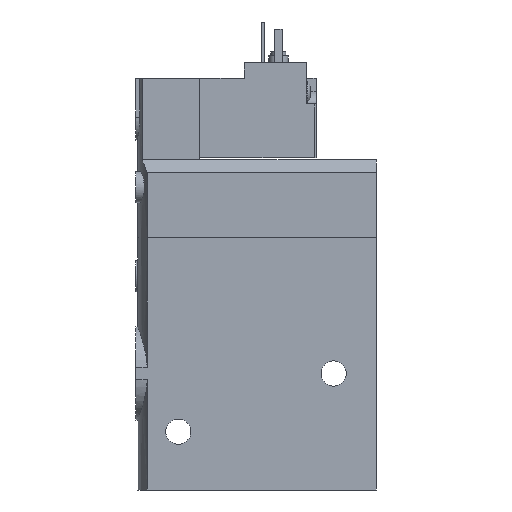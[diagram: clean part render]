
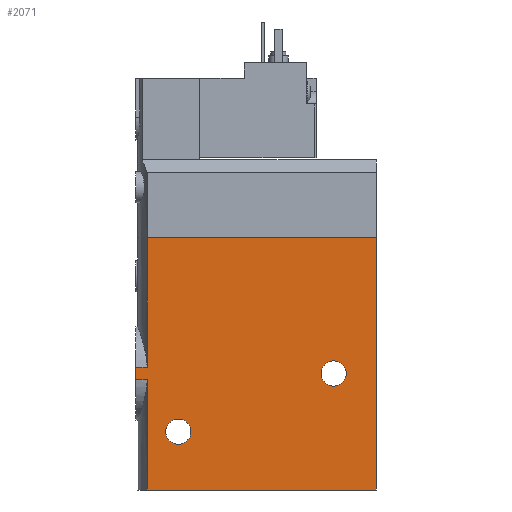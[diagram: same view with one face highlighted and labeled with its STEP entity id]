
A CAD part, left-side view. The second image highlights one B-rep face of the part: STEP entity #2071.
In plain terms, the highlighted face is planar.
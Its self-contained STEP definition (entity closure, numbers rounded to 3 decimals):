
#145=LINE('',#3086,#307);
#148=LINE('',#3095,#310);
#149=LINE('',#3109,#311);
#151=LINE('',#3128,#313);
#153=LINE('',#3133,#315);
#156=LINE('',#3157,#318);
#159=LINE('',#3170,#321);
#160=LINE('',#3171,#322);
#307=VECTOR('',#2465,1000.);
#310=VECTOR('',#2472,1000.);
#311=VECTOR('',#2475,1000.);
#313=VECTOR('',#2481,1000.);
#315=VECTOR('',#2487,1000.);
#318=VECTOR('',#2496,1000.);
#321=VECTOR('',#2511,1000.);
#322=VECTOR('',#2512,1000.);
#505=ORIENTED_EDGE('',*,*,#1081,.T.);
#506=ORIENTED_EDGE('',*,*,#1082,.T.);
#507=ORIENTED_EDGE('',*,*,#1063,.T.);
#508=ORIENTED_EDGE('',*,*,#1076,.F.);
#509=ORIENTED_EDGE('',*,*,#1083,.F.);
#510=ORIENTED_EDGE('',*,*,#1057,.T.);
#511=ORIENTED_EDGE('',*,*,#1084,.T.);
#512=ORIENTED_EDGE('',*,*,#1070,.F.);
#513=ORIENTED_EDGE('',*,*,#1061,.T.);
#514=ORIENTED_EDGE('',*,*,#1067,.T.);
#1057=EDGE_CURVE('',#1351,#1350,#145,.T.);
#1061=EDGE_CURVE('',#1355,#1354,#148,.F.);
#1063=EDGE_CURVE('',#1356,#1357,#149,.T.);
#1067=EDGE_CURVE('',#1354,#1356,#151,.T.);
#1070=EDGE_CURVE('',#1355,#1361,#153,.T.);
#1076=EDGE_CURVE('',#1365,#1357,#156,.T.);
#1081=EDGE_CURVE('',#1368,#1368,#1557,.T.);
#1082=EDGE_CURVE('',#1369,#1369,#1558,.T.);
#1083=EDGE_CURVE('',#1351,#1365,#159,.T.);
#1084=EDGE_CURVE('',#1350,#1361,#160,.T.);
#1350=VERTEX_POINT('',#3085);
#1351=VERTEX_POINT('',#3087);
#1354=VERTEX_POINT('',#3094);
#1355=VERTEX_POINT('',#3096);
#1356=VERTEX_POINT('',#3110);
#1357=VERTEX_POINT('',#3111);
#1361=VERTEX_POINT('',#3134);
#1365=VERTEX_POINT('',#3156);
#1368=VERTEX_POINT('',#3167);
#1369=VERTEX_POINT('',#3169);
#1557=CIRCLE('',#2244,3.25);
#1558=CIRCLE('',#2245,3.25);
#1649=EDGE_LOOP('',(#505));
#1650=EDGE_LOOP('',(#506));
#1651=EDGE_LOOP('',(#507,#508,#509,#510,#511,#512,#513,#514));
#1830=FACE_BOUND('',#1649,.T.);
#1831=FACE_BOUND('',#1650,.T.);
#1832=FACE_BOUND('',#1651,.T.);
#2001=PLANE('',#2243);
#2071=ADVANCED_FACE('',(#1830,#1831,#1832),#2001,.F.);
#2243=AXIS2_PLACEMENT_3D('',#3165,#2505,#2506);
#2244=AXIS2_PLACEMENT_3D('',#3166,#2507,#2508);
#2245=AXIS2_PLACEMENT_3D('',#3168,#2509,#2510);
#2465=DIRECTION('',(-1.,0.,0.));
#2472=DIRECTION('',(0.,-1.,0.));
#2475=DIRECTION('',(0.,-1.,0.));
#2481=DIRECTION('',(1.,0.,0.));
#2487=DIRECTION('',(-1.,0.,0.));
#2496=DIRECTION('',(-1.,0.,0.));
#2505=DIRECTION('',(0.,0.,1.));
#2506=DIRECTION('',(1.,0.,0.));
#2507=DIRECTION('',(0.,0.,1.));
#2508=DIRECTION('',(1.,0.,0.));
#2509=DIRECTION('',(0.,0.,1.));
#2510=DIRECTION('',(1.,0.,0.));
#2511=DIRECTION('',(0.,1.,0.));
#2512=DIRECTION('',(0.,1.,0.));
#3085=CARTESIAN_POINT('',(0.,0.,-12.));
#3086=CARTESIAN_POINT('',(65.,0.,-12.));
#3087=CARTESIAN_POINT('',(65.,0.,-12.));
#3094=CARTESIAN_POINT('',(33.448,62.,-12.));
#3095=CARTESIAN_POINT('',(33.448,0.,-12.));
#3096=CARTESIAN_POINT('',(33.448,58.995,-12.));
#3109=CARTESIAN_POINT('',(36.552,0.,-12.));
#3110=CARTESIAN_POINT('',(36.552,62.,-12.));
#3111=CARTESIAN_POINT('',(36.552,58.995,-12.));
#3128=CARTESIAN_POINT('',(35.,62.,-12.));
#3133=CARTESIAN_POINT('',(65.,58.995,-12.));
#3134=CARTESIAN_POINT('',(0.,58.995,-12.));
#3156=CARTESIAN_POINT('',(65.,58.995,-12.));
#3157=CARTESIAN_POINT('',(65.,58.995,-12.));
#3165=CARTESIAN_POINT('',(65.,0.,-12.));
#3166=CARTESIAN_POINT('',(35.,11.,-12.));
#3167=CARTESIAN_POINT('',(38.25,11.,-12.));
#3168=CARTESIAN_POINT('',(50.,51.,-12.));
#3169=CARTESIAN_POINT('',(53.25,51.,-12.));
#3170=CARTESIAN_POINT('',(65.,0.,-12.));
#3171=CARTESIAN_POINT('',(0.,0.,-12.));
